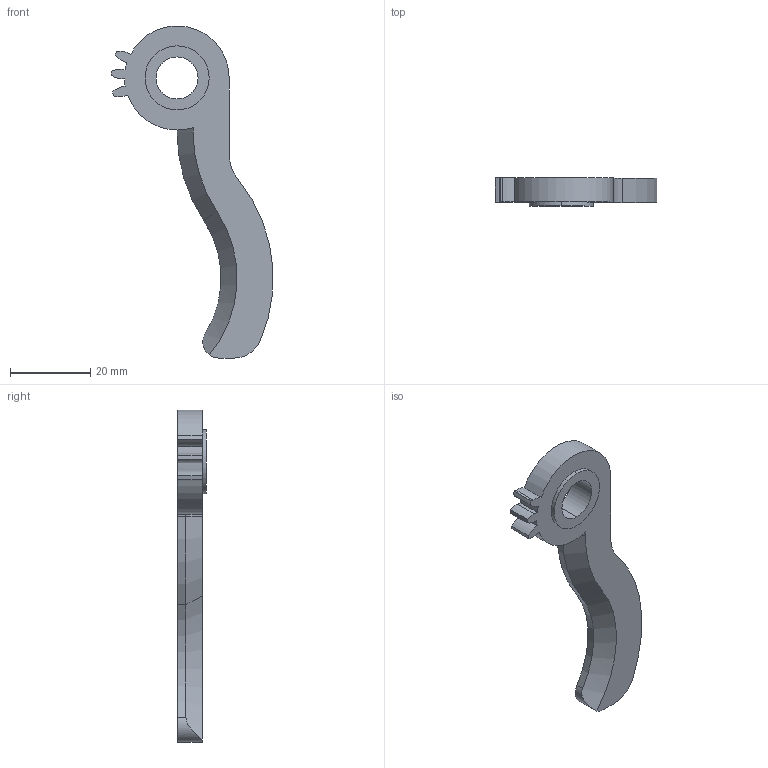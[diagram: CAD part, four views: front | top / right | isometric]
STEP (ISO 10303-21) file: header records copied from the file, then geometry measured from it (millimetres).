
FILE_DESCRIPTION (( 'STEP AP203' ), '1' );
FILE_NAME ('ACE D4 GRIPPER ARM RH REV 1.STEP', '2023-03-11T19:16:54', ( '' ), ( '' ), 'SwSTEP 2.0', 'SolidWorks 2020', '' );
FILE_SCHEMA (( 'CONFIG_CONTROL_DESIGN' ));
Length unit declared in the file: millimetre
Products named in the file (1): ACE D4 GRIPPER ARM RH REV 1
Bounding box: 40.43 x 7 x 82.89 mm (x, y, z)
Volume: 7262.9 mm3; surface area: 4021.5 mm2
Topology: 1 solids, 1 shells, 36 faces, 96 edges, 63 vertices
Faces by surface type: cylinder 26, plane 8, cone 2
Entity records: 1247 total; most frequent: DIRECTION 221, CARTESIAN_POINT 218, ORIENTED_EDGE 192, EDGE_CURVE 96, AXIS2_PLACEMENT_3D 90, VERTEX_POINT 63, CIRCLE 53, VECTOR 41
